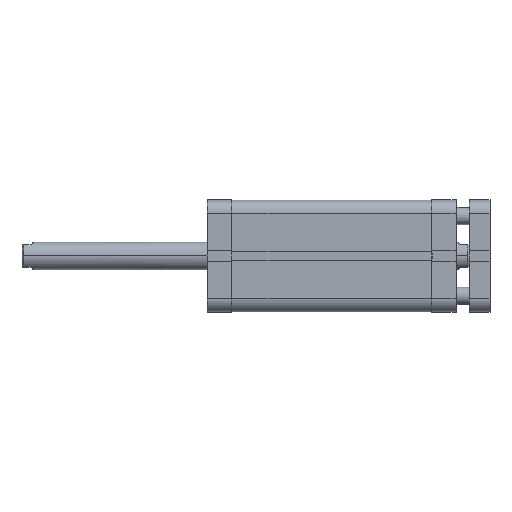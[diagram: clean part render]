
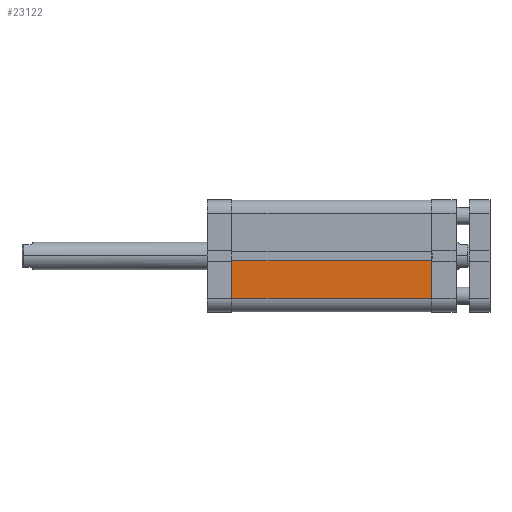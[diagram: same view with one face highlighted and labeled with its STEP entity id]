
A CAD part, front view. The second image highlights one B-rep face of the part: STEP entity #23122.
In plain terms, the highlighted planar face has unit normal (0, -1, 0).
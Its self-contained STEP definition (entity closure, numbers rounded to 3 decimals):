
#960 = VERTEX_POINT ( 'NONE', #33652 ) ;
#3012 = LINE ( 'NONE', #11916, #27316 ) ;
#3479 = VERTEX_POINT ( 'NONE', #4827 ) ;
#4079 = PLANE ( 'NONE',  #17389 ) ;
#4827 = CARTESIAN_POINT ( 'NONE',  ( 0., -32.5, -2.8 ) ) ;
#5838 = CARTESIAN_POINT ( 'NONE',  ( 0., -32.5, -32.5 ) ) ;
#7227 = LINE ( 'NONE', #13194, #28218 ) ;
#8706 = EDGE_CURVE ( 'NONE', #960, #3479, #31943, .T. ) ;
#8877 = ORIENTED_EDGE ( 'NONE', *, *, #13594, .T. ) ;
#8924 = ORIENTED_EDGE ( 'NONE', *, *, #8706, .T. ) ;
#11916 = CARTESIAN_POINT ( 'NONE',  ( 116., -32.5, -32.5 ) ) ;
#13194 = CARTESIAN_POINT ( 'NONE',  ( 116., -32.5, -24.5 ) ) ;
#13594 = EDGE_CURVE ( 'NONE', #3479, #31854, #20890, .T. ) ;
#15330 = DIRECTION ( 'NONE',  ( 0., 0., -1. ) ) ;
#16518 = EDGE_LOOP ( 'NONE', ( #8924, #8877, #26536, #31109 ) ) ;
#17389 = AXIS2_PLACEMENT_3D ( 'NONE', #30824, #28249, #37195 ) ;
#17820 = VECTOR ( 'NONE', #23006, 1000. ) ;
#18913 = EDGE_CURVE ( 'NONE', #960, #36646, #3012, .T. ) ;
#19706 = DIRECTION ( 'NONE',  ( 1., 0., 0. ) ) ;
#20890 = LINE ( 'NONE', #5838, #25185 ) ;
#23006 = DIRECTION ( 'NONE',  ( -1., 0., 0. ) ) ;
#23122 = ADVANCED_FACE ( 'NONE', ( #33615 ), #4079, .F. ) ;
#23408 = CARTESIAN_POINT ( 'NONE',  ( 116.001, -32.5, -2.8 ) ) ;
#25185 = VECTOR ( 'NONE', #15330, 1000. ) ;
#26536 = ORIENTED_EDGE ( 'NONE', *, *, #30047, .T. ) ;
#27316 = VECTOR ( 'NONE', #36125, 1000. ) ;
#28218 = VECTOR ( 'NONE', #19706, 1000. ) ;
#28249 = DIRECTION ( 'NONE',  ( 0., 1., 0. ) ) ;
#30047 = EDGE_CURVE ( 'NONE', #31854, #36646, #7227, .T. ) ;
#30824 = CARTESIAN_POINT ( 'NONE',  ( 116., -32.5, -32.5 ) ) ;
#31109 = ORIENTED_EDGE ( 'NONE', *, *, #18913, .F. ) ;
#31854 = VERTEX_POINT ( 'NONE', #33251 ) ;
#31943 = LINE ( 'NONE', #23408, #17820 ) ;
#33020 = CARTESIAN_POINT ( 'NONE',  ( 116., -32.5, -24.5 ) ) ;
#33251 = CARTESIAN_POINT ( 'NONE',  ( 0., -32.5, -24.5 ) ) ;
#33615 = FACE_OUTER_BOUND ( 'NONE', #16518, .T. ) ;
#33652 = CARTESIAN_POINT ( 'NONE',  ( 116., -32.5, -2.8 ) ) ;
#36125 = DIRECTION ( 'NONE',  ( 0., 0., -1. ) ) ;
#36646 = VERTEX_POINT ( 'NONE', #33020 ) ;
#37195 = DIRECTION ( 'NONE',  ( 0., 0., 1. ) ) ;
